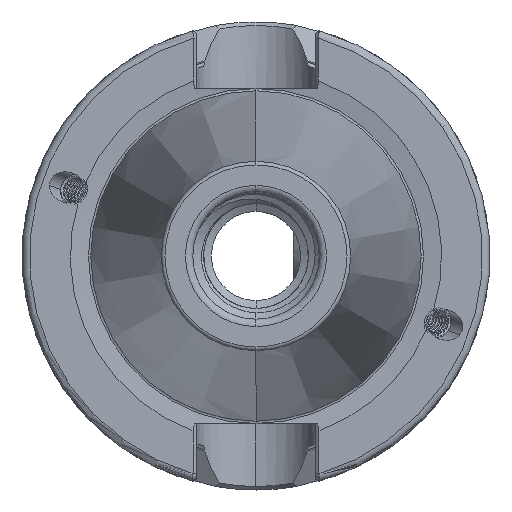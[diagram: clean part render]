
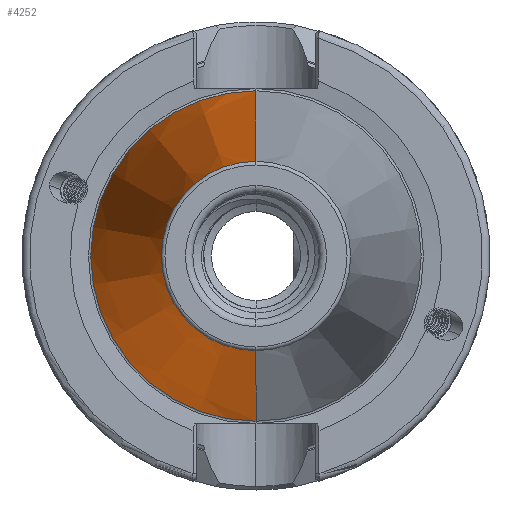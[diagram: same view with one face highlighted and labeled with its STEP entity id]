
A CAD part, left-side view. The second image highlights one B-rep face of the part: STEP entity #4252.
In plain terms, the highlighted conical face has half-angle 8.297 degrees and reference radius 22.24 mm.
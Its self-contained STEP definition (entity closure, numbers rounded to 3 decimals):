
#1361 = CARTESIAN_POINT ( 'NONE',  ( -0.9, 0., 0. ) ) ;
#1363 = DIRECTION ( 'NONE',  ( 0., 0., -1. ) ) ;
#1374 = DIRECTION ( 'NONE',  ( 1., 0., 0. ) ) ;
#2417 = FACE_OUTER_BOUND ( 'NONE', #20590, .T. ) ;
#2423 = CONICAL_SURFACE ( 'NONE', #3752, 22.24, 0.145 ) ;
#2914 = CIRCLE ( 'NONE', #3293, 22.24 ) ;
#2944 = CIRCLE ( 'NONE', #3273, 12.75 ) ;
#2952 = LINE ( 'NONE', #18295, #2971 ) ;
#2953 = LINE ( 'NONE', #18272, #2965 ) ;
#2965 = VECTOR ( 'NONE', #18262, 1000. ) ;
#2971 = VECTOR ( 'NONE', #18307, 1000. ) ;
#3273 = AXIS2_PLACEMENT_3D ( 'NONE', #17676, #17693, #17679 ) ;
#3293 = AXIS2_PLACEMENT_3D ( 'NONE', #18008, #17990, #18012 ) ;
#3571 = EDGE_CURVE ( 'NONE', #17383, #17316, #2944, .T. ) ;
#3608 = EDGE_CURVE ( 'NONE', #17359, #17302, #2914, .T. ) ;
#3649 = EDGE_CURVE ( 'NONE', #17383, #17359, #2953, .T. ) ;
#3660 = EDGE_CURVE ( 'NONE', #17316, #17302, #2952, .T. ) ;
#3752 = AXIS2_PLACEMENT_3D ( 'NONE', #1361, #1374, #1363 ) ;
#4252 = ADVANCED_FACE ( 'NONE', ( #2417 ), #2423, .T. ) ;
#8565 = ORIENTED_EDGE ( 'NONE', *, *, #3571, .T. ) ;
#8658 = ORIENTED_EDGE ( 'NONE', *, *, #3608, .F. ) ;
#8673 = ORIENTED_EDGE ( 'NONE', *, *, #3660, .T. ) ;
#8715 = ORIENTED_EDGE ( 'NONE', *, *, #3649, .F. ) ;
#12837 = CARTESIAN_POINT ( 'NONE',  ( -65.972, 0., 12.75 ) ) ;
#12889 = CARTESIAN_POINT ( 'NONE',  ( -0.9, 0., 22.24 ) ) ;
#12909 = CARTESIAN_POINT ( 'NONE',  ( -65.972, 0., -12.75 ) ) ;
#12929 = CARTESIAN_POINT ( 'NONE',  ( -0.9, 0., -22.24 ) ) ;
#17302 = VERTEX_POINT ( 'NONE', #12889 ) ;
#17316 = VERTEX_POINT ( 'NONE', #12837 ) ;
#17359 = VERTEX_POINT ( 'NONE', #12929 ) ;
#17383 = VERTEX_POINT ( 'NONE', #12909 ) ;
#17676 = CARTESIAN_POINT ( 'NONE',  ( -65.972, 0., 0. ) ) ;
#17679 = DIRECTION ( 'NONE',  ( 0., 0., -1. ) ) ;
#17693 = DIRECTION ( 'NONE',  ( 1., 0., 0. ) ) ;
#17990 = DIRECTION ( 'NONE',  ( 1., 0., 0. ) ) ;
#18008 = CARTESIAN_POINT ( 'NONE',  ( -0.9, 0., 0. ) ) ;
#18012 = DIRECTION ( 'NONE',  ( 0., 0., -1. ) ) ;
#18262 = DIRECTION ( 'NONE',  ( 0.99, 0., -0.144 ) ) ;
#18272 = CARTESIAN_POINT ( 'NONE',  ( -0.9, 0., -22.24 ) ) ;
#18295 = CARTESIAN_POINT ( 'NONE',  ( -0.9, 0., 22.24 ) ) ;
#18307 = DIRECTION ( 'NONE',  ( 0.99, 0., 0.144 ) ) ;
#20590 = EDGE_LOOP ( 'NONE', ( #8565, #8673, #8658, #8715 ) ) ;
